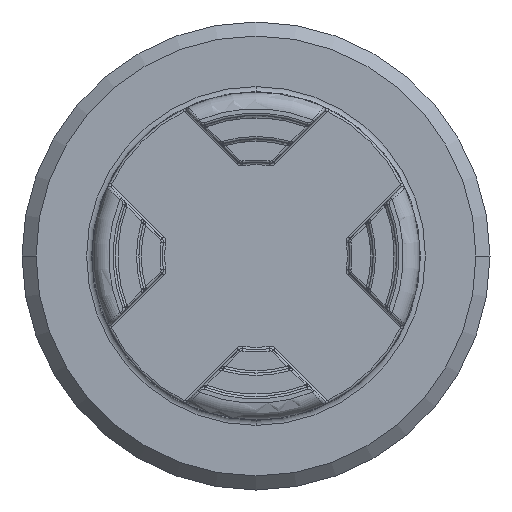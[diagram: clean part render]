
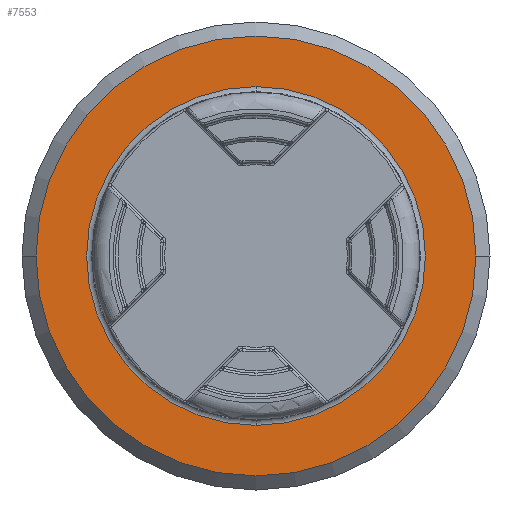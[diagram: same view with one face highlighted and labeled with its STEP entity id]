
A CAD part, front view. The second image highlights one B-rep face of the part: STEP entity #7553.
In plain terms, the highlighted planar face has unit normal (0, -1, 0).
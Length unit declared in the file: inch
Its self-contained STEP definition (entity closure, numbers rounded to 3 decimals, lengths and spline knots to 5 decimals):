
#3608=CARTESIAN_POINT('',(0.,0.03,0.));
#3609=DIRECTION('',(0.,-1.,0.));
#3610=DIRECTION('',(1.,0.,0.));
#3611=AXIS2_PLACEMENT_3D('',#3608,#3609,#3610);
#3613=CARTESIAN_POINT('',(0.,0.03,0.));
#3614=DIRECTION('',(0.,-1.,0.));
#3615=DIRECTION('',(-1.,0.,0.));
#3616=AXIS2_PLACEMENT_3D('',#3613,#3614,#3615);
#3618=CARTESIAN_POINT('',(0.,0.03,0.));
#3619=DIRECTION('',(0.,-1.,0.));
#3620=DIRECTION('',(0.,0.,-1.));
#3621=AXIS2_PLACEMENT_3D('',#3618,#3619,#3620);
#3623=CARTESIAN_POINT('',(0.,0.03,0.));
#3624=DIRECTION('',(0.,-1.,0.));
#3625=DIRECTION('',(0.,0.,1.));
#3626=AXIS2_PLACEMENT_3D('',#3623,#3624,#3625);
#4386=CARTESIAN_POINT('',(0.47,0.03,0.));
#4387=CARTESIAN_POINT('',(-0.47,0.03,0.));
#4388=VERTEX_POINT('',#4386);
#4389=VERTEX_POINT('',#4387);
#4468=CARTESIAN_POINT('',(0.,0.03,-0.362));
#4469=CARTESIAN_POINT('',(0.,0.03,0.362));
#4470=VERTEX_POINT('',#4468);
#4471=VERTEX_POINT('',#4469);
#7537=CARTESIAN_POINT('',(0.,0.03,0.));
#7538=DIRECTION('',(0.,1.,0.));
#7539=DIRECTION('',(-1.,0.,0.));
#7540=AXIS2_PLACEMENT_3D('',#7537,#7538,#7539);
#7541=PLANE('',#7540);
#7543=ORIENTED_EDGE('',*,*,#7542,.F.);
#7544=ORIENTED_EDGE('',*,*,#7515,.F.);
#7545=EDGE_LOOP('',(#7543,#7544));
#7546=FACE_OUTER_BOUND('',#7545,.F.);
#7548=ORIENTED_EDGE('',*,*,#7547,.T.);
#7550=ORIENTED_EDGE('',*,*,#7549,.T.);
#7551=EDGE_LOOP('',(#7548,#7550));
#7552=FACE_BOUND('',#7551,.F.);
#7553=ADVANCED_FACE('',(#7546,#7552),#7541,.F.);
#3612=CIRCLE('',#3611,0.47);
#3617=CIRCLE('',#3616,0.47);
#3622=CIRCLE('',#3621,0.362);
#3627=CIRCLE('',#3626,0.362);
#7515=EDGE_CURVE('',#4389,#4388,#3617,.T.);
#7542=EDGE_CURVE('',#4388,#4389,#3612,.T.);
#7547=EDGE_CURVE('',#4470,#4471,#3622,.T.);
#7549=EDGE_CURVE('',#4471,#4470,#3627,.T.);
